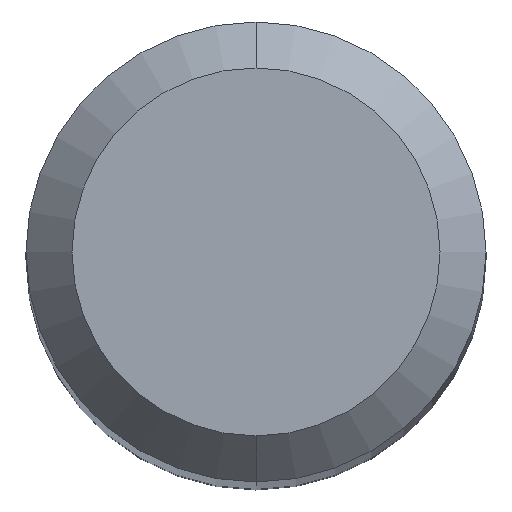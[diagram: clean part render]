
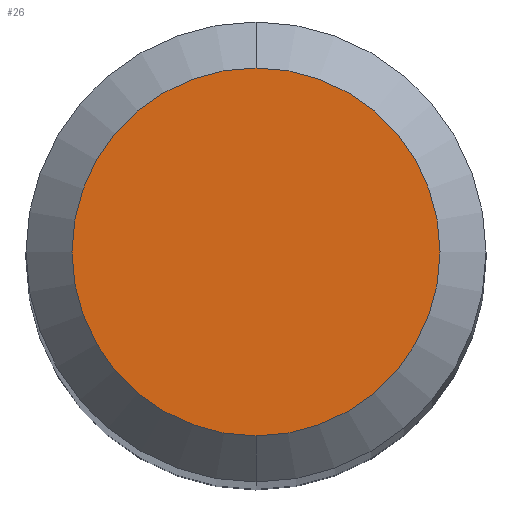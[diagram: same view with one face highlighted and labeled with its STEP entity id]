
A CAD part, top view. The second image highlights one B-rep face of the part: STEP entity #26.
In plain terms, the highlighted planar face has unit normal (0, 0, 1).
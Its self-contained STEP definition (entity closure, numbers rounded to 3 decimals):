
#20 = CARTESIAN_POINT ( 'NONE',  ( 0., 1.6, 40. ) ) ;
#26 = ADVANCED_FACE ( 'NONE', ( #287 ), #145, .F. ) ;
#30 = AXIS2_PLACEMENT_3D ( 'NONE', #69, #41, #34 ) ;
#33 = VERTEX_POINT ( 'NONE', #124 ) ;
#34 = DIRECTION ( 'NONE',  ( 0., 1., 0. ) ) ;
#41 = DIRECTION ( 'NONE',  ( 0., 0., -1. ) ) ;
#52 = AXIS2_PLACEMENT_3D ( 'NONE', #215, #247, #108 ) ;
#57 = DIRECTION ( 'NONE',  ( 0., 0., -1. ) ) ;
#69 = CARTESIAN_POINT ( 'NONE',  ( 0., 0., 40. ) ) ;
#108 = DIRECTION ( 'NONE',  ( 0., 1., 0. ) ) ;
#124 = CARTESIAN_POINT ( 'NONE',  ( 0., -1.6, 40. ) ) ;
#134 = CARTESIAN_POINT ( 'NONE',  ( 0., 0., 40. ) ) ;
#135 = VERTEX_POINT ( 'NONE', #20 ) ;
#145 = PLANE ( 'NONE',  #30 ) ;
#147 = EDGE_CURVE ( 'NONE', #33, #135, #263, .T. ) ;
#167 = CIRCLE ( 'NONE', #303, 1.6 ) ;
#206 = ORIENTED_EDGE ( 'NONE', *, *, #147, .F. ) ;
#215 = CARTESIAN_POINT ( 'NONE',  ( 0., 0., 40. ) ) ;
#225 = DIRECTION ( 'NONE',  ( 0., 1., 0. ) ) ;
#240 = EDGE_LOOP ( 'NONE', ( #268, #206 ) ) ;
#247 = DIRECTION ( 'NONE',  ( 0., 0., -1. ) ) ;
#253 = EDGE_CURVE ( 'NONE', #135, #33, #167, .T. ) ;
#263 = CIRCLE ( 'NONE', #52, 1.6 ) ;
#268 = ORIENTED_EDGE ( 'NONE', *, *, #253, .F. ) ;
#287 = FACE_OUTER_BOUND ( 'NONE', #240, .T. ) ;
#303 = AXIS2_PLACEMENT_3D ( 'NONE', #134, #57, #225 ) ;
